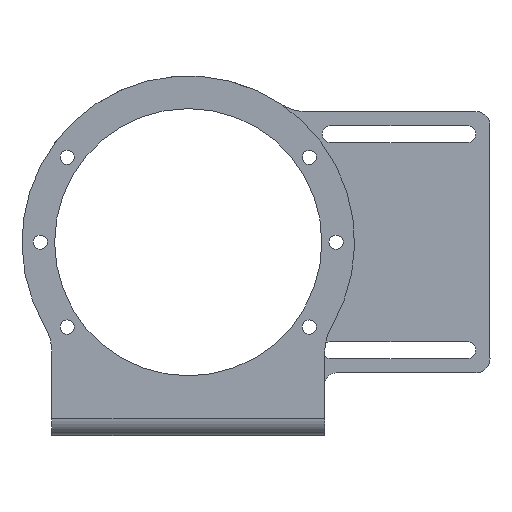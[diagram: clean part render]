
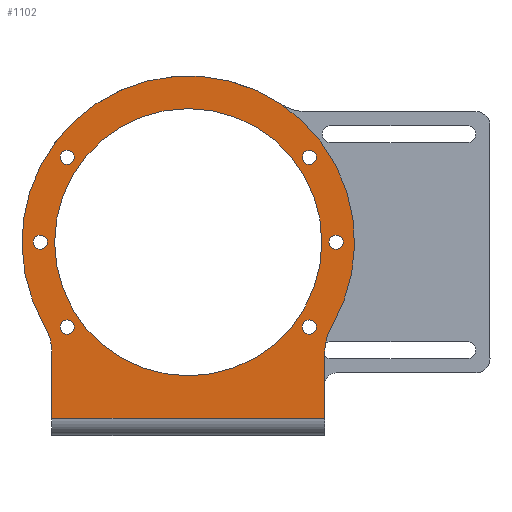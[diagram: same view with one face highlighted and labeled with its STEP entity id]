
A CAD part, left-side view. The second image highlights one B-rep face of the part: STEP entity #1102.
In plain terms, the highlighted planar face has unit normal (-1, 0, 0).
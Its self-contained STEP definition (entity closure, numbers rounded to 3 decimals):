
#60=FACE_BOUND('',#187,.T.);
#61=FACE_BOUND('',#188,.T.);
#62=FACE_BOUND('',#189,.T.);
#63=FACE_BOUND('',#190,.T.);
#64=FACE_BOUND('',#191,.T.);
#65=FACE_BOUND('',#192,.T.);
#66=FACE_BOUND('',#193,.T.);
#118=FACE_OUTER_BOUND('',#186,.T.);
#186=EDGE_LOOP('',(#867,#868,#869,#870,#871,#872));
#187=EDGE_LOOP('',(#873));
#188=EDGE_LOOP('',(#874));
#189=EDGE_LOOP('',(#875));
#190=EDGE_LOOP('',(#876));
#191=EDGE_LOOP('',(#877));
#192=EDGE_LOOP('',(#878));
#193=EDGE_LOOP('',(#879));
#271=CIRCLE('',#1170,18.);
#273=CIRCLE('',#1173,58.5);
#275=CIRCLE('',#1178,18.);
#286=CIRCLE('',#1207,2.5);
#288=CIRCLE('',#1210,2.5);
#290=CIRCLE('',#1213,2.5);
#291=CIRCLE('',#1214,2.5);
#292=CIRCLE('',#1215,2.5);
#293=CIRCLE('',#1216,47.);
#294=CIRCLE('',#1217,2.5);
#370=LINE('',#1797,#453);
#371=LINE('',#1799,#454);
#372=LINE('',#1800,#455);
#453=VECTOR('',#1454,10.);
#454=VECTOR('',#1455,10.);
#455=VECTOR('',#1456,4.32);
#520=VERTEX_POINT('',#1688);
#521=VERTEX_POINT('',#1690);
#523=VERTEX_POINT('',#1696);
#527=VERTEX_POINT('',#1710);
#546=VERTEX_POINT('',#1784);
#548=VERTEX_POINT('',#1790);
#550=VERTEX_POINT('',#1796);
#551=VERTEX_POINT('',#1798);
#552=VERTEX_POINT('',#1801);
#553=VERTEX_POINT('',#1803);
#554=VERTEX_POINT('',#1805);
#555=VERTEX_POINT('',#1807);
#556=VERTEX_POINT('',#1809);
#618=EDGE_CURVE('',#520,#521,#271,.T.);
#622=EDGE_CURVE('',#520,#523,#273,.T.);
#628=EDGE_CURVE('',#527,#523,#275,.T.);
#665=EDGE_CURVE('',#546,#546,#286,.T.);
#668=EDGE_CURVE('',#548,#548,#288,.T.);
#671=EDGE_CURVE('',#527,#550,#370,.T.);
#672=EDGE_CURVE('',#550,#551,#371,.T.);
#673=EDGE_CURVE('',#551,#521,#372,.T.);
#674=EDGE_CURVE('',#552,#552,#290,.T.);
#675=EDGE_CURVE('',#553,#553,#291,.T.);
#676=EDGE_CURVE('',#554,#554,#292,.T.);
#677=EDGE_CURVE('',#555,#555,#293,.T.);
#678=EDGE_CURVE('',#556,#556,#294,.T.);
#867=ORIENTED_EDGE('',*,*,#671,.T.);
#868=ORIENTED_EDGE('',*,*,#672,.T.);
#869=ORIENTED_EDGE('',*,*,#673,.T.);
#870=ORIENTED_EDGE('',*,*,#618,.F.);
#871=ORIENTED_EDGE('',*,*,#622,.T.);
#872=ORIENTED_EDGE('',*,*,#628,.F.);
#873=ORIENTED_EDGE('',*,*,#668,.T.);
#874=ORIENTED_EDGE('',*,*,#665,.T.);
#875=ORIENTED_EDGE('',*,*,#674,.T.);
#876=ORIENTED_EDGE('',*,*,#675,.T.);
#877=ORIENTED_EDGE('',*,*,#676,.T.);
#878=ORIENTED_EDGE('',*,*,#677,.T.);
#879=ORIENTED_EDGE('',*,*,#678,.T.);
#1064=PLANE('',#1212);
#1102=ADVANCED_FACE('',(#118,#60,#61,#62,#63,#64,#65,#66),#1064,.T.);
#1170=AXIS2_PLACEMENT_3D('',#1691,#1334,#1335);
#1173=AXIS2_PLACEMENT_3D('',#1698,#1342,#1343);
#1178=AXIS2_PLACEMENT_3D('',#1711,#1356,#1357);
#1207=AXIS2_PLACEMENT_3D('',#1785,#1440,#1441);
#1210=AXIS2_PLACEMENT_3D('',#1791,#1447,#1448);
#1212=AXIS2_PLACEMENT_3D('',#1795,#1452,#1453);
#1213=AXIS2_PLACEMENT_3D('',#1802,#1457,#1458);
#1214=AXIS2_PLACEMENT_3D('',#1804,#1459,#1460);
#1215=AXIS2_PLACEMENT_3D('',#1806,#1461,#1462);
#1216=AXIS2_PLACEMENT_3D('',#1808,#1463,#1464);
#1217=AXIS2_PLACEMENT_3D('',#1810,#1465,#1466);
#1334=DIRECTION('center_axis',(-1.,0.,0.));
#1335=DIRECTION('ref_axis',(0.,0.965,0.262));
#1342=DIRECTION('center_axis',(-1.,0.,0.));
#1343=DIRECTION('ref_axis',(0.,1.,0.));
#1356=DIRECTION('center_axis',(-1.,0.,0.));
#1357=DIRECTION('ref_axis',(0.,-0.965,0.262));
#1440=DIRECTION('center_axis',(1.,0.,0.));
#1441=DIRECTION('ref_axis',(0.,1.,0.));
#1447=DIRECTION('center_axis',(1.,0.,0.));
#1448=DIRECTION('ref_axis',(0.,1.,0.));
#1452=DIRECTION('center_axis',(-1.,0.,0.));
#1453=DIRECTION('ref_axis',(0.,0.,
1.));
#1454=DIRECTION('',(0.,0.,-1.));
#1455=DIRECTION('',(0.,-1.,0.));
#1456=DIRECTION('',(0.,0.,1.));
#1457=DIRECTION('center_axis',(1.,0.,0.));
#1458=DIRECTION('ref_axis',(0.,1.,0.));
#1459=DIRECTION('center_axis',(1.,0.,0.));
#1460=DIRECTION('ref_axis',(0.,1.,0.));
#1461=DIRECTION('center_axis',(1.,0.,0.));
#1462=DIRECTION('ref_axis',(0.,1.,0.));
#1463=DIRECTION('center_axis',(1.,0.,0.));
#1464=DIRECTION('ref_axis',(0.,1.,0.));
#1465=DIRECTION('center_axis',(1.,0.,0.));
#1466=DIRECTION('ref_axis',(0.,1.,0.));
#1688=CARTESIAN_POINT('',(-25.477,-50.471,40.42));
#1690=CARTESIAN_POINT('',(-25.477,-48.,31.319));
#1691=CARTESIAN_POINT('Origin',(-25.477,-66.,31.319));
#1696=CARTESIAN_POINT('',(-25.477,50.471,40.42));
#1698=CARTESIAN_POINT('Origin',(-25.477,0.,70.));
#1710=CARTESIAN_POINT('',(-25.477,48.,31.319));
#1711=CARTESIAN_POINT('Origin',(-25.477,66.,31.319));
#1784=CARTESIAN_POINT('',(-25.477,49.5,70.));
#1785=CARTESIAN_POINT('Origin',(-25.477,52.,70.));
#1790=CARTESIAN_POINT('',(-25.477,-54.5,70.));
#1791=CARTESIAN_POINT('Origin',(-25.477,-52.,70.));
#1795=CARTESIAN_POINT('Origin',(-25.477,0.,
66.607));
#1796=CARTESIAN_POINT('',(-25.477,48.,8.));
#1797=CARTESIAN_POINT('',(-25.477,48.,8.));
#1798=CARTESIAN_POINT('',(-25.477,-48.,8.));
#1799=CARTESIAN_POINT('',(-25.477,0.,8.));
#1800=CARTESIAN_POINT('',(-25.477,-48.,-5.572));
#1801=CARTESIAN_POINT('',(-25.477,40.096,40.174));
#1802=CARTESIAN_POINT('Origin',(-25.477,42.596,40.174));
#1803=CARTESIAN_POINT('',(-25.477,-45.096,99.826));
#1804=CARTESIAN_POINT('Origin',(-25.477,-42.596,99.826));
#1805=CARTESIAN_POINT('',(-25.477,40.096,99.826));
#1806=CARTESIAN_POINT('Origin',(-25.477,42.596,99.826));
#1807=CARTESIAN_POINT('',(-25.477,-47.,70.));
#1808=CARTESIAN_POINT('Origin',(-25.477,0.,
70.));
#1809=CARTESIAN_POINT('',(-25.477,-45.096,40.174));
#1810=CARTESIAN_POINT('Origin',(-25.477,-42.596,40.174));
